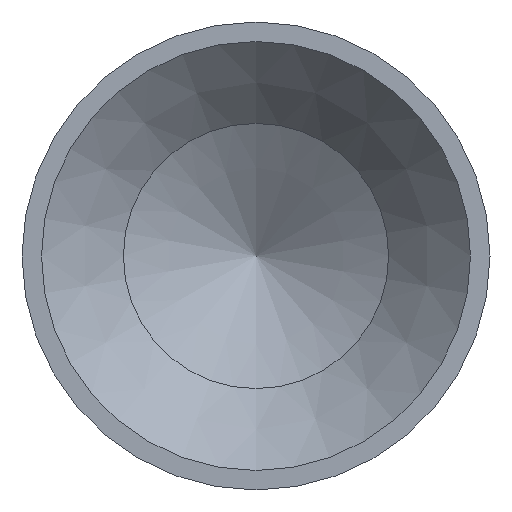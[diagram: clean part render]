
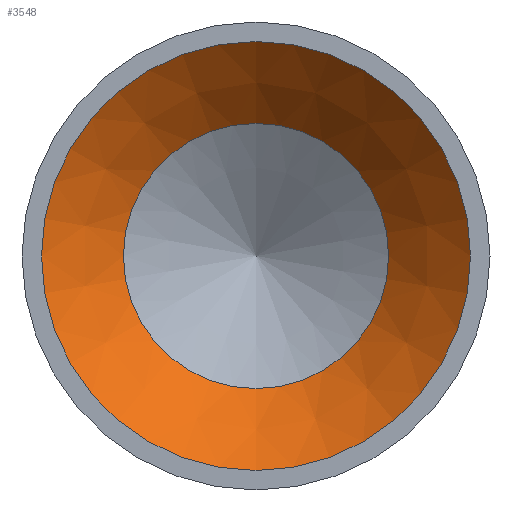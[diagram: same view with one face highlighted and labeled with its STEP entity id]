
A CAD part, front view. The second image highlights one B-rep face of the part: STEP entity #3548.
In plain terms, the highlighted conical face has half-angle 45 degrees and reference radius 5.5 mm.
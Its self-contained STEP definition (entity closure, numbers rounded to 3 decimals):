
#2000 = CIRCLE ( 'NONE', #9281, 3.4 ) ;
#2200 = AXIS2_PLACEMENT_3D ( 'NONE', #12438, #7411, #9330 ) ;
#2693 = DIRECTION ( 'NONE',  ( 0., 1., 0. ) ) ;
#2850 = DIRECTION ( 'NONE',  ( 0., 0., -1. ) ) ;
#2900 = DIRECTION ( 'NONE',  ( 0., -1., 0. ) ) ;
#2967 = ORIENTED_EDGE ( 'NONE', *, *, #7752, .T. ) ;
#3010 = VERTEX_POINT ( 'NONE', #3172 ) ;
#3172 = CARTESIAN_POINT ( 'NONE',  ( 0., 2.1, -3.4 ) ) ;
#3548 = ADVANCED_FACE ( 'NONE', ( #4605, #10475 ), #12666, .F. ) ;
#3642 = CARTESIAN_POINT ( 'NONE',  ( 0., 2.1, 0. ) ) ;
#4605 = FACE_BOUND ( 'NONE', #8875, .T. ) ;
#5254 = VERTEX_POINT ( 'NONE', #11118 ) ;
#6321 = EDGE_LOOP ( 'NONE', ( #10904 ) ) ;
#6833 = AXIS2_PLACEMENT_3D ( 'NONE', #8983, #2900, #2850 ) ;
#7411 = DIRECTION ( 'NONE',  ( 0., -1., 0. ) ) ;
#7752 = EDGE_CURVE ( 'NONE', #3010, #3010, #2000, .T. ) ;
#8448 = CIRCLE ( 'NONE', #2200, 5.5 ) ;
#8875 = EDGE_LOOP ( 'NONE', ( #2967 ) ) ;
#8983 = CARTESIAN_POINT ( 'NONE',  ( 0., 0., 0. ) ) ;
#9281 = AXIS2_PLACEMENT_3D ( 'NONE', #3642, #2693, #9819 ) ;
#9330 = DIRECTION ( 'NONE',  ( 0., 0., -1. ) ) ;
#9819 = DIRECTION ( 'NONE',  ( 0., 0., -1. ) ) ;
#10475 = FACE_OUTER_BOUND ( 'NONE', #6321, .T. ) ;
#10904 = ORIENTED_EDGE ( 'NONE', *, *, #11495, .T. ) ;
#11118 = CARTESIAN_POINT ( 'NONE',  ( 0., 0., -5.5 ) ) ;
#11495 = EDGE_CURVE ( 'NONE', #5254, #5254, #8448, .T. ) ;
#12438 = CARTESIAN_POINT ( 'NONE',  ( 0., 0., 0. ) ) ;
#12666 = CONICAL_SURFACE ( 'NONE', #6833, 5.5, 0.785 ) ;
